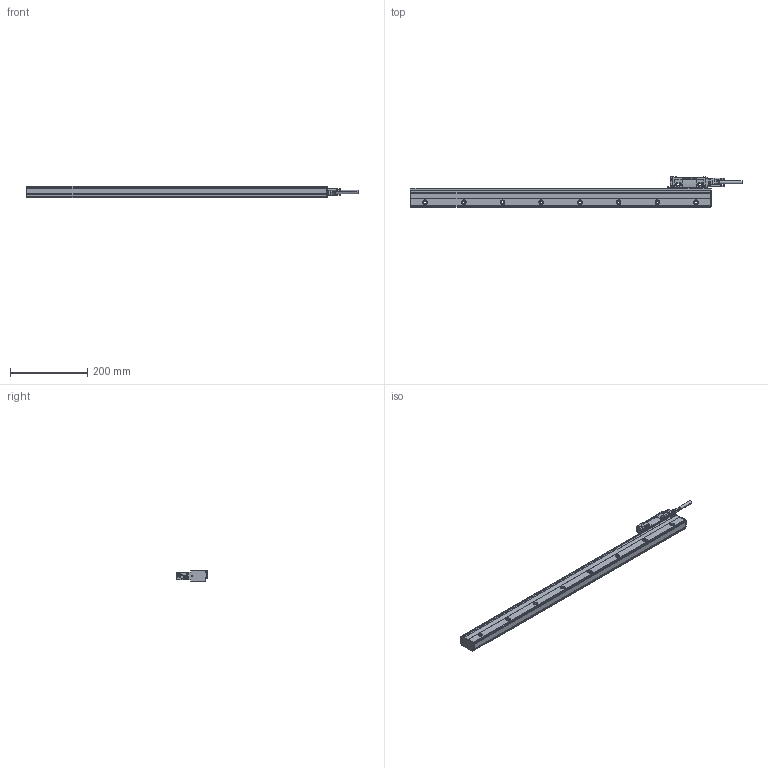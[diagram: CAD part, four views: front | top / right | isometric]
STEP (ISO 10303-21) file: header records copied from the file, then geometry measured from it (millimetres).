
FILE_DESCRIPTION(('CATIA V5 STEP'),'2;1');
FILE_NAME('SR84_SR85_X_L_064_V1.stp','2018-11-30T03:44:08+00:00',('none'),('none'),'CATIA Version 5 Release 19 SP 6 (IN-10)','CATIA V5 STEP AP214','none');
FILE_SCHEMA(('AUTOMOTIVE_DESIGN { 1 0 10303 214 1 1 1 1 }'));
Products named in the file (3): SR87_L_064; SR87-064_S; SR87_head_L
Assembly tree (2 placements, depth 2):
  SR87_L_064
    SR87-064_S
    SR87_head_L
Bounding box: 857.7 x 78 x 29 mm (x, y, z)
Volume: 1032838.2 mm3; surface area: 162522.7 mm2
Topology: 2 solids, 18 shells, 2518 faces, 6453 edges, 3864 vertices
Faces by surface type: plane 1164, cylinder 844, torus 175, cone 175, sphere 107, bspline 53
Entity records: 75964 total; most frequent: CARTESIAN_POINT 20049, ORIENTED_EDGE 12654, DIRECTION 9389, EDGE_CURVE 6327, AXIS2_PLACEMENT_3D 3945, VERTEX_POINT 3864, VECTOR 3429, LINE 3429
